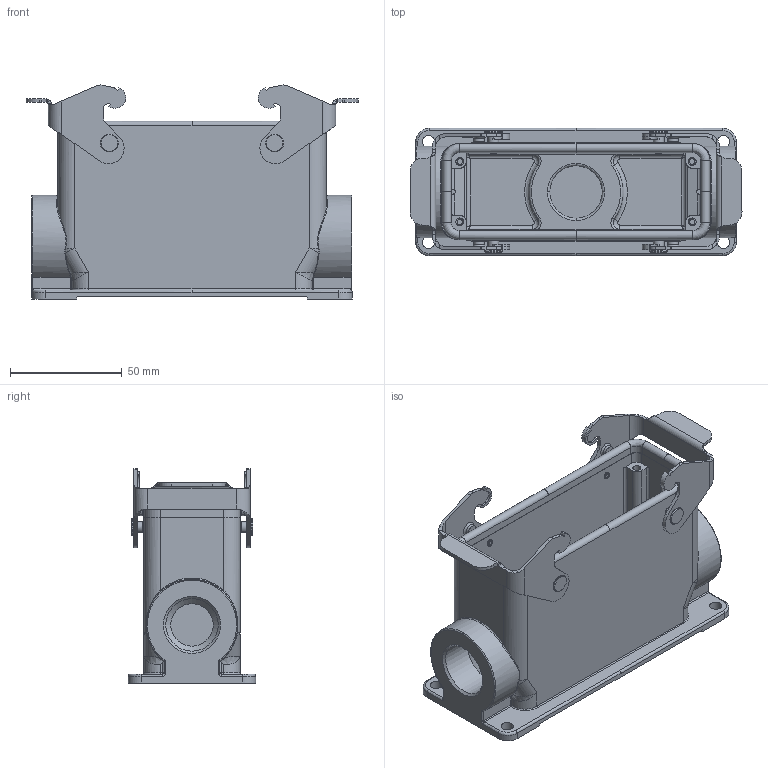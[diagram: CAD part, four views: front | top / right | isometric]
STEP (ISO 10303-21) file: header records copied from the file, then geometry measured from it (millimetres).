
FILE_DESCRIPTION(/* description */ (''),/* implementation_level */ '2;1');
FILE_NAME(/* name */ 'c146 10n024 500 2nxc001-03.stp',/* time_stamp */ '2020-01-08T14:53:57+01:00',/* author */ (''),/* organization */ (''),/* preprocessor_version */ 'ST-DEVELOPER v16.7',/* originating_system */ 'SIEMENS PLM Software NX 12.0',/* authorisation */ '');
FILE_SCHEMA (('AUTOMOTIVE_DESIGN { 1 0 10303 214 3 1 1 1 }'));
Length unit declared in the file: millimetre
Products named in the file (1): c146 10n024 500 2nxc001-03
Bounding box: 148.6 x 57 x 95.79 mm (x, y, z)
Volume: 154491.7 mm3; surface area: 77457.2 mm2
Topology: 1 solids, 1 shells, 482 faces, 1210 edges, 752 vertices
Faces by surface type: plane 170, cylinder 165, bspline 112, torus 16, cone 11, sphere 4, revolution 4
Full cylindrical faces by diameter (mm): 2.51 x4, 2.95 x4, 3 x4, 3.5 x4, 4.8 x4, 4.9 x4, 5.5 x4, 8 x4, 19 x1, 23.5 x2, 26 x1, 30.5 x1
Entity records: 17381 total; most frequent: CARTESIAN_POINT 7307, ORIENTED_EDGE 2210, DIRECTION 1806, EDGE_CURVE 1105, VERTEX_POINT 727, AXIS2_PLACEMENT_3D 703, EDGE_LOOP 598, ADVANCED_FACE 482
